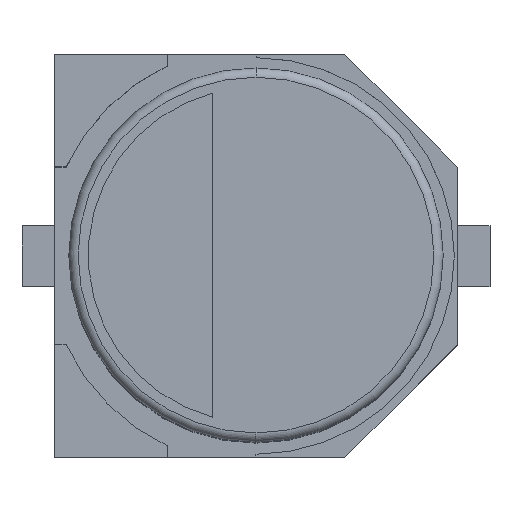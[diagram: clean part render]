
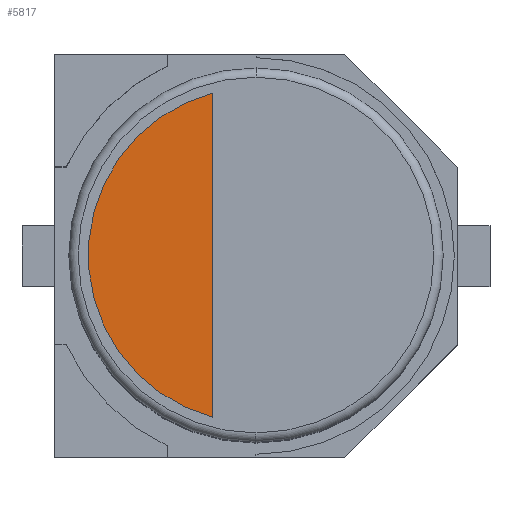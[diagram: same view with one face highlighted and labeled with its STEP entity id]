
A CAD part, top view. The second image highlights one B-rep face of the part: STEP entity #5817.
In plain terms, the highlighted planar face has unit normal (0, 0, 1).
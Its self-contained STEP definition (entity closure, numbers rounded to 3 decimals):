
#5230 = PLANE('',#5231);
#5231 = AXIS2_PLACEMENT_3D('',#5232,#5233,#5234);
#5232 = CARTESIAN_POINT('',(-0.347,1.298,4.815));
#5233 = DIRECTION('',(-1.,0.,0.));
#5234 = DIRECTION('',(0.,-1.,0.));
#5257 = CYLINDRICAL_SURFACE('',#5258,1.344);
#5258 = AXIS2_PLACEMENT_3D('',#5259,#5260,#5261);
#5259 = CARTESIAN_POINT('',(0.,0.,4.815)
  );
#5260 = DIRECTION('',(0.,0.,-1.));
#5261 = DIRECTION('',(0.,1.,0.));
#5653 = VERTEX_POINT('',#5654);
#5654 = CARTESIAN_POINT('',(-0.347,-1.298,4.815));
#5697 = EDGE_CURVE('',#5698,#5653,#5700,.T.);
#5698 = VERTEX_POINT('',#5699);
#5699 = CARTESIAN_POINT('',(-0.347,1.298,4.815));
#5700 = SURFACE_CURVE('',#5701,(#5706,#5735),.PCURVE_S1.);
#5701 = CIRCLE('',#5702,1.344);
#5702 = AXIS2_PLACEMENT_3D('',#5703,#5704,#5705);
#5703 = CARTESIAN_POINT('',(0.,0.,4.815)
  );
#5704 = DIRECTION('',(0.,0.,1.));
#5705 = DIRECTION('',(0.,-1.,0.));
#5706 = PCURVE('',#5257,#5707);
#5707 = DEFINITIONAL_REPRESENTATION('',(#5708),#5734);
#5708 = B_SPLINE_CURVE_WITH_KNOTS('',3,(#5709,#5710,#5711,#5712,#5713,
    #5714,#5715,#5716,#5717,#5718,#5719,#5720,#5721,#5722,#5723,#5724,
    #5725,#5726,#5727,#5728,#5729,#5730,#5731,#5732,#5733),
  .UNSPECIFIED.,.F.,.F.,(4,1,1,1,1,1,1,1,1,1,1,1,1,1,1,1,1,1,1,1,1,1,4),
  (3.402,3.522,3.641,3.76,
    3.879,3.998,4.117,4.236,
    4.355,4.474,4.593,4.712,
    4.831,4.951,5.07,5.189,
    5.308,5.427,5.546,5.665,
    5.784,5.903,6.022),.UNSPECIFIED.);
#5709 = CARTESIAN_POINT('',(6.022,0.));
#5710 = CARTESIAN_POINT('',(5.983,0.));
#5711 = CARTESIAN_POINT('',(5.903,0.));
#5712 = CARTESIAN_POINT('',(5.784,0.));
#5713 = CARTESIAN_POINT('',(5.665,0.));
#5714 = CARTESIAN_POINT('',(5.546,0.));
#5715 = CARTESIAN_POINT('',(5.427,0.));
#5716 = CARTESIAN_POINT('',(5.308,0.));
#5717 = CARTESIAN_POINT('',(5.189,0.));
#5718 = CARTESIAN_POINT('',(5.07,0.));
#5719 = CARTESIAN_POINT('',(4.951,0.));
#5720 = CARTESIAN_POINT('',(4.831,0.));
#5721 = CARTESIAN_POINT('',(4.712,0.));
#5722 = CARTESIAN_POINT('',(4.593,0.));
#5723 = CARTESIAN_POINT('',(4.474,0.));
#5724 = CARTESIAN_POINT('',(4.355,0.));
#5725 = CARTESIAN_POINT('',(4.236,0.));
#5726 = CARTESIAN_POINT('',(4.117,0.));
#5727 = CARTESIAN_POINT('',(3.998,0.));
#5728 = CARTESIAN_POINT('',(3.879,0.));
#5729 = CARTESIAN_POINT('',(3.76,0.));
#5730 = CARTESIAN_POINT('',(3.641,0.));
#5731 = CARTESIAN_POINT('',(3.522,0.));
#5732 = CARTESIAN_POINT('',(3.442,0.));
#5733 = CARTESIAN_POINT('',(3.402,0.));
#5734 = ( GEOMETRIC_REPRESENTATION_CONTEXT(2) 
PARAMETRIC_REPRESENTATION_CONTEXT() REPRESENTATION_CONTEXT('2D SPACE',''
  ) );
#5735 = PCURVE('',#5736,#5741);
#5736 = PLANE('',#5737);
#5737 = AXIS2_PLACEMENT_3D('',#5738,#5739,#5740);
#5738 = CARTESIAN_POINT('',(0.,0.,4.815)
  );
#5739 = DIRECTION('',(0.,0.,1.));
#5740 = DIRECTION('',(0.,-1.,0.));
#5741 = DEFINITIONAL_REPRESENTATION('',(#5742),#5746);
#5742 = CIRCLE('',#5743,1.344);
#5743 = AXIS2_PLACEMENT_2D('',#5744,#5745);
#5744 = CARTESIAN_POINT('',(0.,0.));
#5745 = DIRECTION('',(1.,0.));
#5746 = ( GEOMETRIC_REPRESENTATION_CONTEXT(2) 
PARAMETRIC_REPRESENTATION_CONTEXT() REPRESENTATION_CONTEXT('2D SPACE',''
  ) );
#5796 = EDGE_CURVE('',#5653,#5698,#5797,.T.);
#5797 = SURFACE_CURVE('',#5798,(#5802,#5809),.PCURVE_S1.);
#5798 = LINE('',#5799,#5800);
#5799 = CARTESIAN_POINT('',(-0.347,1.298,4.815));
#5800 = VECTOR('',#5801,1.);
#5801 = DIRECTION('',(0.,1.,0.));
#5802 = PCURVE('',#5230,#5803);
#5803 = DEFINITIONAL_REPRESENTATION('',(#5804),#5808);
#5804 = LINE('',#5805,#5806);
#5805 = CARTESIAN_POINT('',(0.,0.));
#5806 = VECTOR('',#5807,1.);
#5807 = DIRECTION('',(-1.,0.));
#5808 = ( GEOMETRIC_REPRESENTATION_CONTEXT(2) 
PARAMETRIC_REPRESENTATION_CONTEXT() REPRESENTATION_CONTEXT('2D SPACE',''
  ) );
#5809 = PCURVE('',#5736,#5810);
#5810 = DEFINITIONAL_REPRESENTATION('',(#5811),#5815);
#5811 = LINE('',#5812,#5813);
#5812 = CARTESIAN_POINT('',(-1.298,-0.347));
#5813 = VECTOR('',#5814,1.);
#5814 = DIRECTION('',(-1.,0.));
#5815 = ( GEOMETRIC_REPRESENTATION_CONTEXT(2) 
PARAMETRIC_REPRESENTATION_CONTEXT() REPRESENTATION_CONTEXT('2D SPACE',''
  ) );
#5817 = ADVANCED_FACE('',(#5818),#5736,.T.);
#5818 = FACE_BOUND('',#5819,.T.);
#5819 = EDGE_LOOP('',(#5820,#5821));
#5820 = ORIENTED_EDGE('',*,*,#5697,.T.);
#5821 = ORIENTED_EDGE('',*,*,#5796,.T.);
